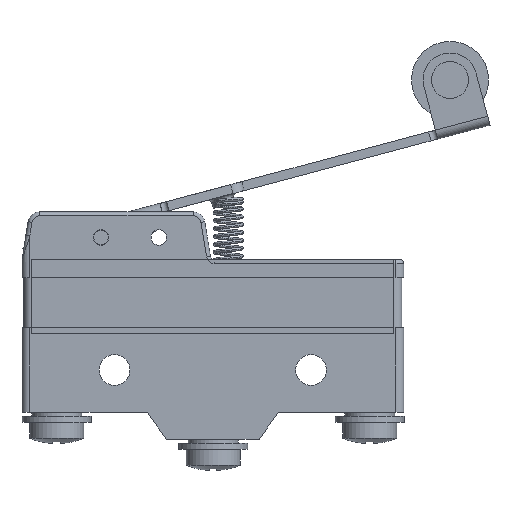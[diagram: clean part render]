
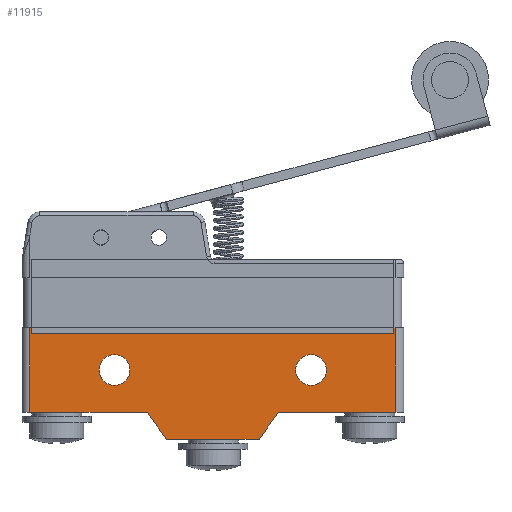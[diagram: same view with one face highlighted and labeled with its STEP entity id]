
A CAD part, front view. The second image highlights one B-rep face of the part: STEP entity #11915.
In plain terms, the highlighted planar face has unit normal (0, -1, 0).
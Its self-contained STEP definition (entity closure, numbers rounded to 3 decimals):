
#3586=DIRECTION('',(0.,0.,-1.));
#3587=VECTOR('',#3586,0.78);
#3588=CARTESIAN_POINT('',(-23.5,-8.75,-6.5));
#3589=LINE('',#3588,#3587);
#3590=DIRECTION('',(-1.,0.,0.));
#3591=VECTOR('',#3590,47.);
#3592=CARTESIAN_POINT('',(23.5,-8.75,-7.28));
#3593=LINE('',#3592,#3591);
#3594=DIRECTION('',(0.,0.,-1.));
#3595=VECTOR('',#3594,0.78);
#3596=CARTESIAN_POINT('',(23.5,-8.75,-6.5));
#3597=LINE('',#3596,#3595);
#3598=DIRECTION('',(1.,0.,0.));
#3599=VECTOR('',#3598,0.25);
#3600=CARTESIAN_POINT('',(23.5,-8.75,-6.5));
#3601=LINE('',#3600,#3599);
#3602=DIRECTION('',(0.,0.,1.));
#3603=VECTOR('',#3602,11.);
#3604=CARTESIAN_POINT('',(23.75,-8.75,-17.5));
#3605=LINE('',#3604,#3603);
#3606=DIRECTION('',(-1.,0.,0.));
#3607=VECTOR('',#3606,15.25);
#3608=CARTESIAN_POINT('',(23.75,-8.75,-17.5));
#3609=LINE('',#3608,#3607);
#3610=DIRECTION('',(-0.581,0.,-0.814));
#3611=VECTOR('',#3610,4.301);
#3612=CARTESIAN_POINT('',(8.5,-8.75,-17.5));
#3613=LINE('',#3612,#3611);
#3614=DIRECTION('',(-1.,0.,0.));
#3615=VECTOR('',#3614,12.);
#3616=CARTESIAN_POINT('',(6.,-8.75,-21.));
#3617=LINE('',#3616,#3615);
#3618=DIRECTION('',(-0.581,0.,0.814));
#3619=VECTOR('',#3618,4.301);
#3620=CARTESIAN_POINT('',(-6.,-8.75,-21.));
#3621=LINE('',#3620,#3619);
#3622=DIRECTION('',(-1.,0.,0.));
#3623=VECTOR('',#3622,15.25);
#3624=CARTESIAN_POINT('',(-8.5,-8.75,-17.5));
#3625=LINE('',#3624,#3623);
#3626=DIRECTION('',(0.,0.,-1.));
#3627=VECTOR('',#3626,11.);
#3628=CARTESIAN_POINT('',(-23.75,-8.75,-6.5));
#3629=LINE('',#3628,#3627);
#3630=DIRECTION('',(1.,0.,0.));
#3631=VECTOR('',#3630,0.25);
#3632=CARTESIAN_POINT('',(-23.75,-8.75,-6.5));
#3633=LINE('',#3632,#3631);
#3634=CARTESIAN_POINT('',(-12.75,-8.75,-12.));
#3635=DIRECTION('',(0.,1.,0.));
#3636=DIRECTION('',(-1.,0.,0.));
#3637=AXIS2_PLACEMENT_3D('',#3634,#3635,#3636);
#3639=CARTESIAN_POINT('',(-12.75,-8.75,-12.));
#3640=DIRECTION('',(0.,1.,0.));
#3641=DIRECTION('',(1.,0.,0.));
#3642=AXIS2_PLACEMENT_3D('',#3639,#3640,#3641);
#3644=CARTESIAN_POINT('',(12.75,-8.75,-12.));
#3645=DIRECTION('',(0.,-1.,0.));
#3646=DIRECTION('',(1.,0.,0.));
#3647=AXIS2_PLACEMENT_3D('',#3644,#3645,#3646);
#3649=CARTESIAN_POINT('',(12.75,-8.75,-12.));
#3650=DIRECTION('',(0.,-1.,0.));
#3651=DIRECTION('',(-1.,0.,0.));
#3652=AXIS2_PLACEMENT_3D('',#3649,#3650,#3651);
#5901=CARTESIAN_POINT('',(8.5,-8.75,-17.5));
#5902=CARTESIAN_POINT('',(6.,-8.75,-21.));
#5903=VERTEX_POINT('',#5901);
#5904=VERTEX_POINT('',#5902);
#5905=CARTESIAN_POINT('',(-6.,-8.75,-21.));
#5906=VERTEX_POINT('',#5905);
#5907=CARTESIAN_POINT('',(-8.5,-8.75,-17.5));
#5908=VERTEX_POINT('',#5907);
#5913=CARTESIAN_POINT('',(14.75,-8.75,-12.));
#5914=CARTESIAN_POINT('',(10.75,-8.75,-12.));
#5915=VERTEX_POINT('',#5913);
#5916=VERTEX_POINT('',#5914);
#5921=CARTESIAN_POINT('',(-14.75,-8.75,-12.));
#5922=CARTESIAN_POINT('',(-10.75,-8.75,-12.));
#5923=VERTEX_POINT('',#5921);
#5924=VERTEX_POINT('',#5922);
#5933=CARTESIAN_POINT('',(-23.75,-8.75,-17.5));
#5935=VERTEX_POINT('',#5933);
#5939=CARTESIAN_POINT('',(-23.75,-8.75,-6.5));
#5940=VERTEX_POINT('',#5939);
#5945=CARTESIAN_POINT('',(23.75,-8.75,-17.5));
#5946=VERTEX_POINT('',#5945);
#5947=CARTESIAN_POINT('',(23.75,-8.75,-6.5));
#5948=VERTEX_POINT('',#5947);
#6788=CARTESIAN_POINT('',(-23.5,-8.75,-6.5));
#6789=CARTESIAN_POINT('',(-23.5,-8.75,-7.28));
#6790=VERTEX_POINT('',#6788);
#6791=VERTEX_POINT('',#6789);
#6792=CARTESIAN_POINT('',(23.5,-8.75,-6.5));
#6793=CARTESIAN_POINT('',(23.5,-8.75,-7.28));
#6794=VERTEX_POINT('',#6792);
#6795=VERTEX_POINT('',#6793);
#11873=CARTESIAN_POINT('',(0.,-8.75,0.));
#11874=DIRECTION('',(0.,1.,0.));
#11875=DIRECTION('',(1.,0.,0.));
#11876=AXIS2_PLACEMENT_3D('',#11873,#11874,#11875);
#11877=PLANE('',#11876);
#11878=ORIENTED_EDGE('',*,*,#11859,.T.);
#11880=ORIENTED_EDGE('',*,*,#11879,.F.);
#11882=ORIENTED_EDGE('',*,*,#11881,.F.);
#11884=ORIENTED_EDGE('',*,*,#11883,.T.);
#11886=ORIENTED_EDGE('',*,*,#11885,.F.);
#11888=ORIENTED_EDGE('',*,*,#11887,.T.);
#11890=ORIENTED_EDGE('',*,*,#11889,.T.);
#11892=ORIENTED_EDGE('',*,*,#11891,.T.);
#11894=ORIENTED_EDGE('',*,*,#11893,.T.);
#11896=ORIENTED_EDGE('',*,*,#11895,.T.);
#11898=ORIENTED_EDGE('',*,*,#11897,.F.);
#11900=ORIENTED_EDGE('',*,*,#11899,.T.);
#11901=EDGE_LOOP('',(#11878,#11880,#11882,#11884,#11886,#11888,#11890,#11892,
#11894,#11896,#11898,#11900));
#11902=FACE_OUTER_BOUND('',#11901,.F.);
#11904=ORIENTED_EDGE('',*,*,#11903,.F.);
#11906=ORIENTED_EDGE('',*,*,#11905,.F.);
#11907=EDGE_LOOP('',(#11904,#11906));
#11908=FACE_BOUND('',#11907,.F.);
#11910=ORIENTED_EDGE('',*,*,#11909,.T.);
#11912=ORIENTED_EDGE('',*,*,#11911,.T.);
#11913=EDGE_LOOP('',(#11910,#11912));
#11914=FACE_BOUND('',#11913,.F.);
#11915=ADVANCED_FACE('',(#11902,#11908,#11914),#11877,.F.);
#3638=CIRCLE('',#3637,2.);
#3643=CIRCLE('',#3642,2.);
#3648=CIRCLE('',#3647,2.);
#3653=CIRCLE('',#3652,2.);
#11859=EDGE_CURVE('',#6790,#6791,#3589,.T.);
#11879=EDGE_CURVE('',#6795,#6791,#3593,.T.);
#11881=EDGE_CURVE('',#6794,#6795,#3597,.T.);
#11883=EDGE_CURVE('',#6794,#5948,#3601,.T.);
#11885=EDGE_CURVE('',#5946,#5948,#3605,.T.);
#11887=EDGE_CURVE('',#5946,#5903,#3609,.T.);
#11889=EDGE_CURVE('',#5903,#5904,#3613,.T.);
#11891=EDGE_CURVE('',#5904,#5906,#3617,.T.);
#11893=EDGE_CURVE('',#5906,#5908,#3621,.T.);
#11895=EDGE_CURVE('',#5908,#5935,#3625,.T.);
#11897=EDGE_CURVE('',#5940,#5935,#3629,.T.);
#11899=EDGE_CURVE('',#5940,#6790,#3633,.T.);
#11903=EDGE_CURVE('',#5923,#5924,#3638,.T.);
#11905=EDGE_CURVE('',#5924,#5923,#3643,.T.);
#11909=EDGE_CURVE('',#5915,#5916,#3648,.T.);
#11911=EDGE_CURVE('',#5916,#5915,#3653,.T.);
